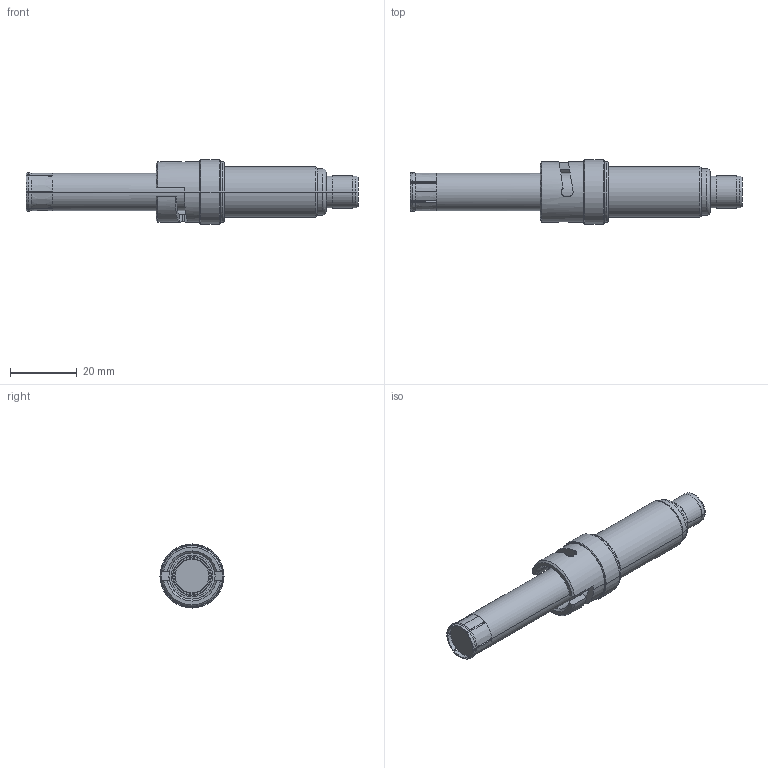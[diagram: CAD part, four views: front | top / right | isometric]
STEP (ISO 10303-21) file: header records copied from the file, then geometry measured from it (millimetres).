
FILE_DESCRIPTION (( 'STEP AP214' ), '1' );
FILE_NAME ('FMCN45842_3D.STEP', '2022-09-21T15:24:31', ( '' ), ( '' ), 'SwSTEP 2.0', 'SolidWorks 2021', '' );
FILE_SCHEMA (( 'AUTOMOTIVE_DESIGN' ));
Length unit declared in the file: inch
Products named in the file (1): FMCN45842_3D
Bounding box: 99.25 x 19.15 x 19.15 mm (x, y, z)
Volume: 13874.9 mm3; surface area: 9026.6 mm2
Topology: 1 solids, 1 shells, 140 faces, 345 edges, 217 vertices
Faces by surface type: plane 48, cylinder 47, cone 27, bspline 18
Entity records: 4556 total; most frequent: CARTESIAN_POINT 1313, ORIENTED_EDGE 690, DIRECTION 666, EDGE_CURVE 345, AXIS2_PLACEMENT_3D 274, VERTEX_POINT 217, CIRCLE 151, EDGE_LOOP 150
